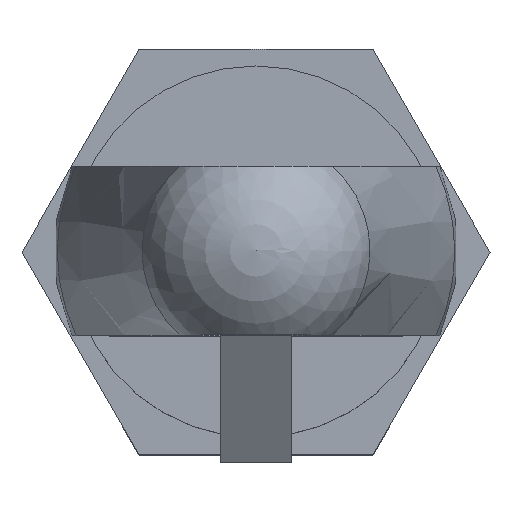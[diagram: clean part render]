
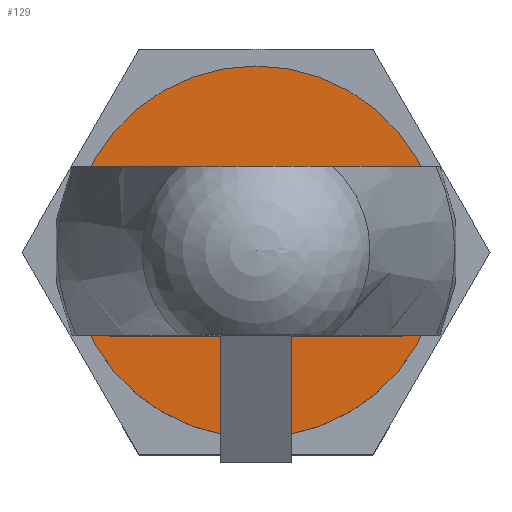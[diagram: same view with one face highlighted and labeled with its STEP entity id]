
A CAD part, top view. The second image highlights one B-rep face of the part: STEP entity #129.
In plain terms, the highlighted planar face has unit normal (0, 0, 1).
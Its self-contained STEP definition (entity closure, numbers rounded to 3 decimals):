
#129 = ADVANCED_FACE( '', ( #269, #270 ), #271, .F. );
#269 = FACE_OUTER_BOUND( '', #454, .T. );
#270 = FACE_BOUND( '', #455, .T. );
#271 = PLANE( '', #456 );
#454 = EDGE_LOOP( '', ( #755 ) );
#455 = EDGE_LOOP( '', ( #756, #757, #758, #759 ) );
#456 = AXIS2_PLACEMENT_3D( '', #760, #761, #762 );
#755 = ORIENTED_EDGE( '', *, *, #879, .F. );
#756 = ORIENTED_EDGE( '', *, *, #952, .F. );
#757 = ORIENTED_EDGE( '', *, *, #970, .T. );
#758 = ORIENTED_EDGE( '', *, *, #971, .F. );
#759 = ORIENTED_EDGE( '', *, *, #846, .T. );
#760 = CARTESIAN_POINT( '', ( 0., 0., 0. ) );
#761 = DIRECTION( '', ( 0., 0., -1. ) );
#762 = DIRECTION( '', ( -1., 0., 0. ) );
#846 = EDGE_CURVE( '', #986, #990, #992, .T. );
#879 = EDGE_CURVE( '', #1047, #1047, #1048, .T. );
#952 = EDGE_CURVE( '', #1156, #990, #1158, .T. );
#970 = EDGE_CURVE( '', #1156, #1179, #1180, .T. );
#971 = EDGE_CURVE( '', #986, #1179, #1181, .T. );
#986 = VERTEX_POINT( '', #1196 );
#990 = VERTEX_POINT( '', #1203 );
#992 = CIRCLE( '', #1208, 1.6 );
#1047 = VERTEX_POINT( '', #1275 );
#1048 = CIRCLE( '', #1276, 2.2 );
#1156 = VERTEX_POINT( '', #1446 );
#1158 = LINE( '', #1451, #1452 );
#1179 = VERTEX_POINT( '', #1497 );
#1180 = CIRCLE( '', #1498, 1.6 );
#1181 = LINE( '', #1499, #1500 );
#1196 = CARTESIAN_POINT( '', ( 1.249, 1., 0. ) );
#1203 = CARTESIAN_POINT( '', ( 1.249, -1., 0. ) );
#1208 = AXIS2_PLACEMENT_3D( '', #1528, #1529, #1530 );
#1275 = CARTESIAN_POINT( '', ( -2.2, 0., 0. ) );
#1276 = AXIS2_PLACEMENT_3D( '', #1576, #1577, #1578 );
#1446 = CARTESIAN_POINT( '', ( -1.249, -1., 0. ) );
#1451 = CARTESIAN_POINT( '', ( -1.6, -1., 0. ) );
#1452 = VECTOR( '', #1647, 1000. );
#1497 = CARTESIAN_POINT( '', ( -1.249, 1., 0. ) );
#1498 = AXIS2_PLACEMENT_3D( '', #1661, #1662, #1663 );
#1499 = CARTESIAN_POINT( '', ( -1.6, 1., 0. ) );
#1500 = VECTOR( '', #1664, 1000. );
#1528 = CARTESIAN_POINT( '', ( 0., 0., 0. ) );
#1529 = DIRECTION( '', ( 0., 0., -1. ) );
#1530 = DIRECTION( '', ( -1., 0., 0. ) );
#1576 = CARTESIAN_POINT( '', ( 0., 0., 0. ) );
#1577 = DIRECTION( '', ( 0., 0., -1. ) );
#1578 = DIRECTION( '', ( -1., 0., 0. ) );
#1647 = DIRECTION( '', ( 1., 0., 0. ) );
#1661 = CARTESIAN_POINT( '', ( 0., 0., 0. ) );
#1662 = DIRECTION( '', ( 0., 0., -1. ) );
#1663 = DIRECTION( '', ( -1., 0., 0. ) );
#1664 = DIRECTION( '', ( -1., 0., 0. ) );
